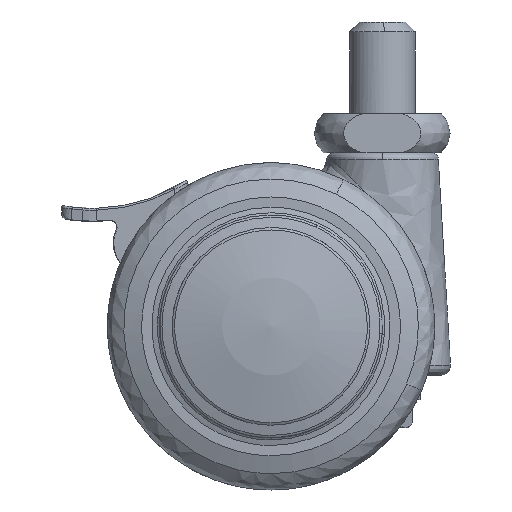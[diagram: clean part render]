
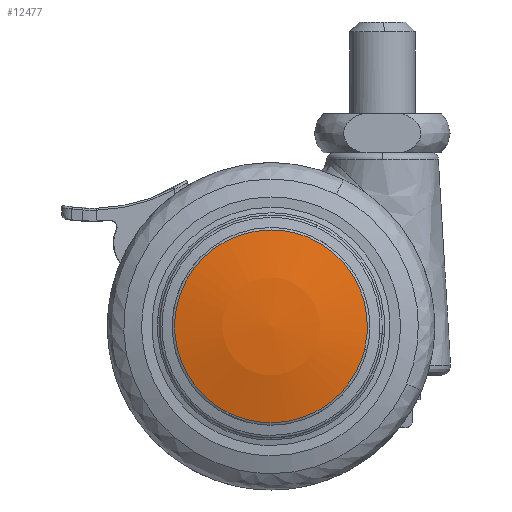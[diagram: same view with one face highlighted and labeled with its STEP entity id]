
A CAD part, front view. The second image highlights one B-rep face of the part: STEP entity #12477.
In plain terms, the highlighted free-form (B-spline) face has degree [2, 2] with [4, 4] control points.
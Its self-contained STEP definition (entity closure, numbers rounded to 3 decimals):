
#9393=CARTESIAN_POINT('',(-5.927,-22.599,-13.482));
#9394=VERTEX_POINT('',#9393);
#9408=CARTESIAN_POINT('',(0.0,-22.599,14.727));
#9409=VERTEX_POINT('',#9408);
#9410=CARTESIAN_POINT('',(0.0,-22.599,14.727));
#9411=CARTESIAN_POINT('',(-14.727,-22.599,14.727));
#9412=CARTESIAN_POINT('',(-14.727,-22.599,0.));
#9413=CARTESIAN_POINT('',(-14.727,-22.599,-9.613));
#9414=CARTESIAN_POINT('',(-5.927,-22.599,-13.482));
#9422=(BOUNDED_CURVE()B_SPLINE_CURVE(2,(#9410,#9411,#9412,#9413,#9414),.UNSPECIFIED.,.F.,.U.)B_SPLINE_CURVE_WITH_KNOTS((3,2,3),(0.0,0.25,0.432),.UNSPECIFIED.)CURVE()GEOMETRIC_REPRESENTATION_ITEM()RATIONAL_B_SPLINE_CURVE((1.0,0.707,1.0,0.787,0.884))REPRESENTATION_ITEM(''));
#9423=EDGE_CURVE('',#9409,#9394,#9422,.T.);
#9425=CARTESIAN_POINT('',(14.309,-22.599,-3.483));
#9426=VERTEX_POINT('',#9425);
#9427=CARTESIAN_POINT('',(14.309,-22.599,-3.483));
#9428=CARTESIAN_POINT('',(14.727,-22.599,-1.767));
#9429=CARTESIAN_POINT('',(14.727,-22.599,0.));
#9430=CARTESIAN_POINT('',(14.727,-22.599,14.727));
#9431=CARTESIAN_POINT('',(0.0,-22.599,14.727));
#9439=(BOUNDED_CURVE()B_SPLINE_CURVE(2,(#9427,#9428,#9429,#9430,#9431),.UNSPECIFIED.,.F.,.U.)B_SPLINE_CURVE_WITH_KNOTS((3,2,3),(0.71,0.75,1.0),.UNSPECIFIED.)CURVE()GEOMETRIC_REPRESENTATION_ITEM()RATIONAL_B_SPLINE_CURVE((0.921,0.953,1.0,0.707,1.0))REPRESENTATION_ITEM(''));
#9440=EDGE_CURVE('',#9426,#9409,#9439,.T.);
#9485=CARTESIAN_POINT('',(0.0,-22.599,-14.727));
#9486=VERTEX_POINT('',#9485);
#9487=CARTESIAN_POINT('',(0.0,-22.599,-14.727));
#9488=CARTESIAN_POINT('',(11.572,-22.599,-14.727));
#9489=CARTESIAN_POINT('',(14.309,-22.599,-3.483));
#9497=(BOUNDED_CURVE()B_SPLINE_CURVE(2,(#9487,#9488,#9489),.UNSPECIFIED.,.F.,.U.)B_SPLINE_CURVE_WITH_KNOTS((3,3),(0.5,0.71),.UNSPECIFIED.)CURVE()GEOMETRIC_REPRESENTATION_ITEM()RATIONAL_B_SPLINE_CURVE((1.0,0.754,0.921))REPRESENTATION_ITEM(''));
#9498=EDGE_CURVE('',#9486,#9426,#9497,.T.);
#9500=CARTESIAN_POINT('',(-5.927,-22.599,-13.482));
#9501=CARTESIAN_POINT('',(-3.094,-22.599,-14.727));
#9502=CARTESIAN_POINT('',(0.0,-22.599,-14.727));
#9510=(BOUNDED_CURVE()B_SPLINE_CURVE(2,(#9500,#9501,#9502),.UNSPECIFIED.,.F.,.U.)B_SPLINE_CURVE_WITH_KNOTS((3,3),(0.432,0.5),.UNSPECIFIED.)CURVE()GEOMETRIC_REPRESENTATION_ITEM()RATIONAL_B_SPLINE_CURVE((0.884,0.92,1.0))REPRESENTATION_ITEM(''));
#9511=EDGE_CURVE('',#9394,#9486,#9510,.T.);
#12447=CARTESIAN_POINT('',(-15.825,-20.007,-15.83));
#12448=CARTESIAN_POINT('',(-8.069,-22.208,-16.143));
#12449=CARTESIAN_POINT('',(8.071,-22.208,-16.143));
#12450=CARTESIAN_POINT('',(15.83,-20.006,-15.83));
#12451=CARTESIAN_POINT('',(-16.138,-22.21,-8.071));
#12452=CARTESIAN_POINT('',(-8.231,-24.5,-8.234));
#12453=CARTESIAN_POINT('',(8.234,-24.5,-8.234));
#12454=CARTESIAN_POINT('',(16.142,-22.208,-8.071));
#12455=CARTESIAN_POINT('',(-16.138,-22.21,8.071));
#12456=CARTESIAN_POINT('',(-8.231,-24.5,8.234));
#12457=CARTESIAN_POINT('',(8.234,-24.5,8.234));
#12458=CARTESIAN_POINT('',(16.142,-22.208,8.071));
#12459=CARTESIAN_POINT('',(-15.825,-20.007,15.83));
#12460=CARTESIAN_POINT('',(-8.069,-22.208,16.143));
#12461=CARTESIAN_POINT('',(8.071,-22.208,16.143));
#12462=CARTESIAN_POINT('',(15.83,-20.006,15.83));
#12470=(BOUNDED_SURFACE()B_SPLINE_SURFACE(2,2,((#12447,#12451,#12455,#12459),(#12448,#12452,#12456,#12460),(#12449,#12453,#12457,#12461),(#12450,#12454,#12458,#12462)),.UNSPECIFIED.,.F.,.F.,.U.)B_SPLINE_SURFACE_WITH_KNOTS((3,1,3),(3,1,3),(13.228,29.153,45.083),(13.223,29.153,45.084),.UNSPECIFIED.)GEOMETRIC_REPRESENTATION_ITEM()RATIONAL_B_SPLINE_SURFACE(((1.04,1.02,1.02,1.04),(1.02,1.0,1.0,1.02),(1.02,1.0,1.0,1.02),(1.04,1.02,1.02,1.04)))REPRESENTATION_ITEM('')SURFACE());
#12471=ORIENTED_EDGE('',*,*,#9423,.T.);
#12472=ORIENTED_EDGE('',*,*,#9511,.T.);
#12473=ORIENTED_EDGE('',*,*,#9498,.T.);
#12474=ORIENTED_EDGE('',*,*,#9440,.T.);
#12475=EDGE_LOOP('',(#12471,#12472,#12473,#12474));
#12476=FACE_OUTER_BOUND('',#12475,.T.);
#12477=ADVANCED_FACE('',(#12476),#12470,.T.);
